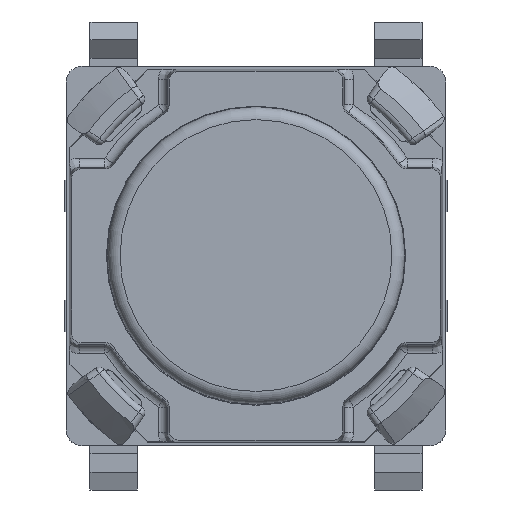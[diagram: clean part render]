
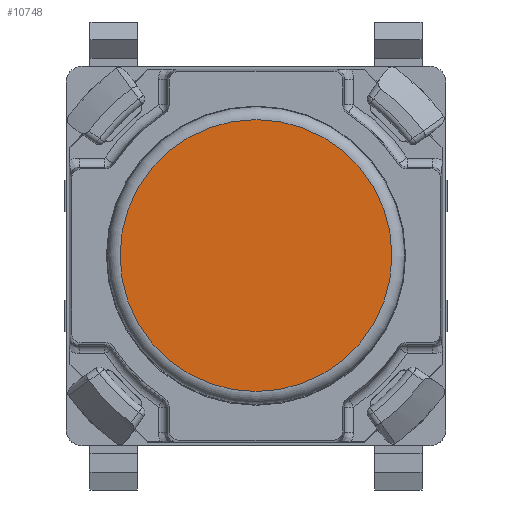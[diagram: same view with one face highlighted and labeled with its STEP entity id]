
A CAD part, top view. The second image highlights one B-rep face of the part: STEP entity #10748.
In plain terms, the highlighted planar face has unit normal (0, 0, 1).
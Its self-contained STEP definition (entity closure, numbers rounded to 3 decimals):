
#833=CIRCLE('',#11563,2.15);
#1280=FACE_OUTER_BOUND('',#1869,.T.);
#1869=EDGE_LOOP('',(#8313));
#4662=VERTEX_POINT('',#18725);
#6011=EDGE_CURVE('',#4662,#4662,#833,.T.);
#8313=ORIENTED_EDGE('',*,*,#6011,.F.);
#10309=PLANE('',#11582);
#10748=ADVANCED_FACE('',(#1280),#10309,.F.);
#11563=AXIS2_PLACEMENT_3D('',#18727,#13598,#13599);
#11582=AXIS2_PLACEMENT_3D('',#18764,#13637,#13638);
#13598=DIRECTION('center_axis',(0.,0.,-1.));
#13599=DIRECTION('ref_axis',(-1.,0.,0.));
#13637=DIRECTION('center_axis',(0.,0.,-1.));
#13638=DIRECTION('ref_axis',(-1.,0.,0.));
#18725=CARTESIAN_POINT('',(2.15,0.,5.));
#18727=CARTESIAN_POINT('Origin',(0.,0.,5.));
#18764=CARTESIAN_POINT('Origin',(0.,0.,5.));
